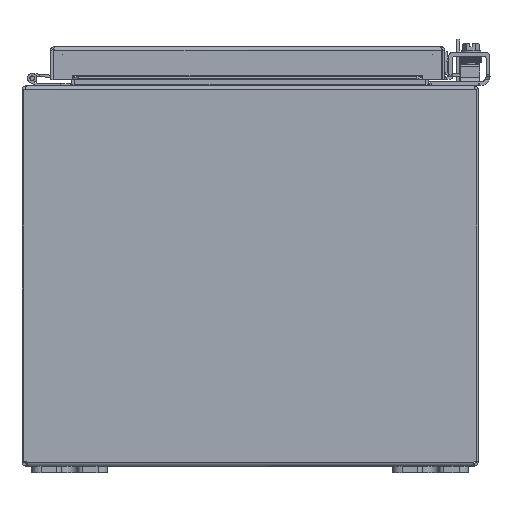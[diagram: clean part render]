
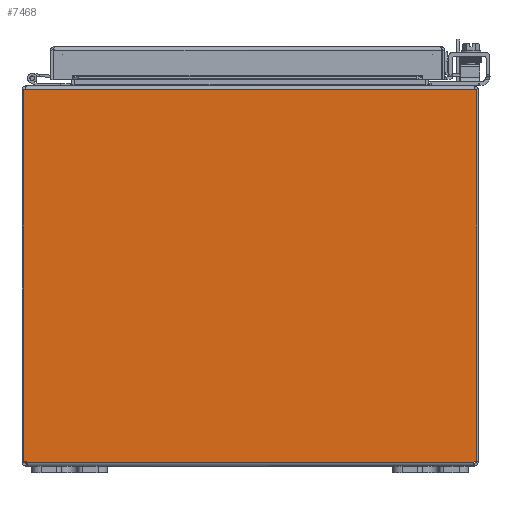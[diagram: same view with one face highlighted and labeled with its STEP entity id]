
A CAD part, front view. The second image highlights one B-rep face of the part: STEP entity #7468.
In plain terms, the highlighted planar face has unit normal (0, -1, 0).
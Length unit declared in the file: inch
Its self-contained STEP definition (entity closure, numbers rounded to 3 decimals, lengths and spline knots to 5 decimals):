
#6003=CARTESIAN_POINT('',(5.91495,-8.,9.89475));
#6004=VERTEX_POINT('',#6003);
#6036=CARTESIAN_POINT('',(-5.91495,-8.,9.89475));
#6037=VERTEX_POINT('',#6036);
#6051=CARTESIAN_POINT('',(5.91495,-8.,9.89475));
#6052=DIRECTION('',(-1.0,0.0,0.0));
#6053=VECTOR('',#6052,11.8299);
#6054=LINE('',#6051,#6053);
#6055=EDGE_CURVE('',#6004,#6037,#6054,.T.);
#6387=CARTESIAN_POINT('',(-5.963,-8.,9.89475));
#6388=VERTEX_POINT('',#6387);
#6395=CARTESIAN_POINT('',(-5.91495,-8.,9.89475));
#6396=DIRECTION('',(-1.0,0.0,0.0));
#6397=VECTOR('',#6396,0.04805);
#6398=LINE('',#6395,#6397);
#6399=EDGE_CURVE('',#6037,#6388,#6398,.T.);
#6565=CARTESIAN_POINT('',(5.963,-8.,9.89475));
#6566=VERTEX_POINT('',#6565);
#6567=CARTESIAN_POINT('',(5.963,-8.,9.89475));
#6568=DIRECTION('',(-1.0,0.0,0.0));
#6569=VECTOR('',#6568,0.04805);
#6570=LINE('',#6567,#6569);
#6571=EDGE_CURVE('',#6566,#6004,#6570,.T.);
#6596=CARTESIAN_POINT('',(5.963,-8.,0.12745));
#6597=VERTEX_POINT('',#6596);
#6598=CARTESIAN_POINT('',(5.963,-8.,9.89475));
#6599=DIRECTION('',(0.0,0.0,-1.0));
#6600=VECTOR('',#6599,9.7673);
#6601=LINE('',#6598,#6600);
#6602=EDGE_CURVE('',#6566,#6597,#6601,.T.);
#7400=CARTESIAN_POINT('',(-5.88277,-8.,0.10525));
#7401=VERTEX_POINT('',#7400);
#7408=CARTESIAN_POINT('',(-5.963,-8.,0.12745));
#7409=VERTEX_POINT('',#7408);
#7410=CARTESIAN_POINT('',(-5.93789,-8.,0.06211));
#7411=DIRECTION('',(0.0,1.0,0.0));
#7412=DIRECTION('',(1.0,0.0,0.0));
#7413=AXIS2_PLACEMENT_3D('',#7410,#7411,#7412);
#7414=CIRCLE('',#7413,0.07);
#7415=EDGE_CURVE('',#7409,#7401,#7414,.T.);
#7435=CARTESIAN_POINT('',(0.,-8.,5.00948));
#7436=DIRECTION('',(0.0,1.0,0.0));
#7437=DIRECTION('',(1.0,0.0,0.0));
#7438=AXIS2_PLACEMENT_3D('',#7435,#7436,#7437);
#7439=PLANE('',#7438);
#7440=ORIENTED_EDGE('',*,*,#6571,.T.);
#7441=ORIENTED_EDGE('',*,*,#6055,.T.);
#7442=ORIENTED_EDGE('',*,*,#6399,.T.);
#7443=CARTESIAN_POINT('',(-5.963,-8.0,0.12745));
#7444=DIRECTION('',(0.0,0.0,1.0));
#7445=VECTOR('',#7444,9.7673);
#7446=LINE('',#7443,#7445);
#7447=EDGE_CURVE('',#7409,#6388,#7446,.T.);
#7448=ORIENTED_EDGE('',*,*,#7447,.F.);
#7449=ORIENTED_EDGE('',*,*,#7415,.T.);
#7450=CARTESIAN_POINT('',(5.88277,-8.,0.10525));
#7451=VERTEX_POINT('',#7450);
#7452=CARTESIAN_POINT('',(-5.88277,-8.,0.10525));
#7453=DIRECTION('',(1.0,0.0,0.0));
#7454=VECTOR('',#7453,11.76553);
#7455=LINE('',#7452,#7454);
#7456=EDGE_CURVE('',#7401,#7451,#7455,.T.);
#7457=ORIENTED_EDGE('',*,*,#7456,.T.);
#7458=CARTESIAN_POINT('',(5.93789,-8.,0.06211));
#7459=DIRECTION('',(0.0,1.0,0.0));
#7460=DIRECTION('',(1.0,0.0,0.0));
#7461=AXIS2_PLACEMENT_3D('',#7458,#7459,#7460);
#7462=CIRCLE('',#7461,0.07);
#7463=EDGE_CURVE('',#7451,#6597,#7462,.T.);
#7464=ORIENTED_EDGE('',*,*,#7463,.T.);
#7465=ORIENTED_EDGE('',*,*,#6602,.F.);
#7466=EDGE_LOOP('',(#7440,#7441,#7442,#7448,#7449,#7457,#7464,#7465));
#7467=FACE_OUTER_BOUND('',#7466,.T.);
#7468=ADVANCED_FACE('',(#7467),#7439,.F.);
